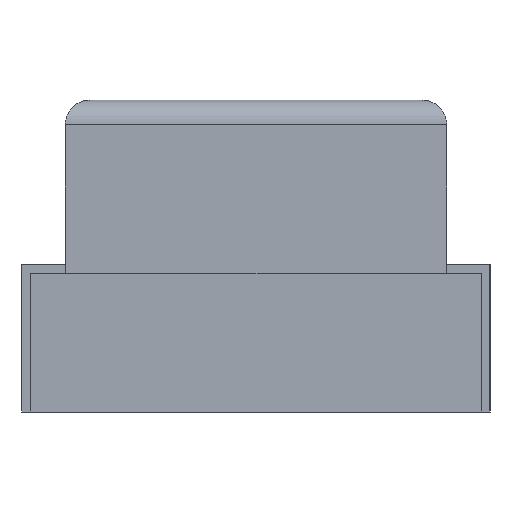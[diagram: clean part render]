
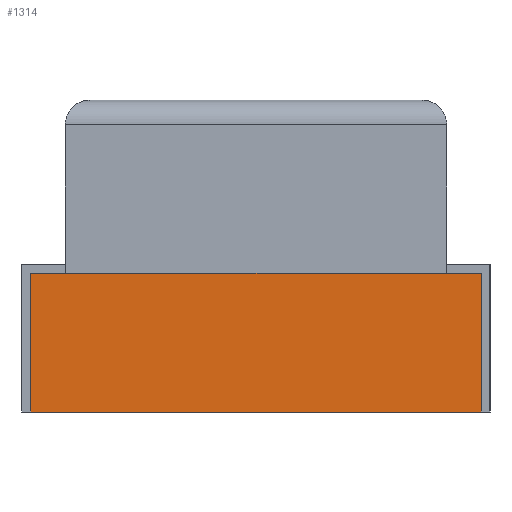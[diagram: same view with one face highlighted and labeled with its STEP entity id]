
A CAD part, left-side view. The second image highlights one B-rep face of the part: STEP entity #1314.
In plain terms, the highlighted planar face has unit normal (-1, 0, 0).
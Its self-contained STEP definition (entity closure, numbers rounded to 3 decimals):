
#552 = VERTEX_POINT('',#553);
#553 = CARTESIAN_POINT('',(-1.6,0.65,0.4));
#559 = EDGE_CURVE('',#552,#560,#562,.T.);
#560 = VERTEX_POINT('',#561);
#561 = CARTESIAN_POINT('',(-1.6,-0.65,0.4));
#562 = LINE('',#563,#564);
#563 = CARTESIAN_POINT('',(-1.6,0.65,0.4));
#564 = VECTOR('',#565,1.);
#565 = DIRECTION('',(0.,-1.,0.));
#1295 = VERTEX_POINT('',#1296);
#1296 = CARTESIAN_POINT('',(-1.6,-0.65,0.));
#1302 = EDGE_CURVE('',#1295,#560,#1303,.T.);
#1303 = LINE('',#1304,#1305);
#1304 = CARTESIAN_POINT('',(-1.6,-0.65,0.));
#1305 = VECTOR('',#1306,1.);
#1306 = DIRECTION('',(0.,0.,1.));
#1314 = ADVANCED_FACE('',(#1315),#1333,.F.);
#1315 = FACE_BOUND('',#1316,.F.);
#1316 = EDGE_LOOP('',(#1317,#1325,#1326,#1327));
#1317 = ORIENTED_EDGE('',*,*,#1318,.T.);
#1318 = EDGE_CURVE('',#1319,#552,#1321,.T.);
#1319 = VERTEX_POINT('',#1320);
#1320 = CARTESIAN_POINT('',(-1.6,0.65,0.));
#1321 = LINE('',#1322,#1323);
#1322 = CARTESIAN_POINT('',(-1.6,0.65,0.));
#1323 = VECTOR('',#1324,1.);
#1324 = DIRECTION('',(0.,0.,1.));
#1325 = ORIENTED_EDGE('',*,*,#559,.T.);
#1326 = ORIENTED_EDGE('',*,*,#1302,.F.);
#1327 = ORIENTED_EDGE('',*,*,#1328,.F.);
#1328 = EDGE_CURVE('',#1319,#1295,#1329,.T.);
#1329 = LINE('',#1330,#1331);
#1330 = CARTESIAN_POINT('',(-1.6,0.65,0.));
#1331 = VECTOR('',#1332,1.);
#1332 = DIRECTION('',(0.,-1.,0.));
#1333 = PLANE('',#1334);
#1334 = AXIS2_PLACEMENT_3D('',#1335,#1336,#1337);
#1335 = CARTESIAN_POINT('',(-1.6,0.65,0.));
#1336 = DIRECTION('',(1.,0.,0.));
#1337 = DIRECTION('',(0.,-1.,0.));
